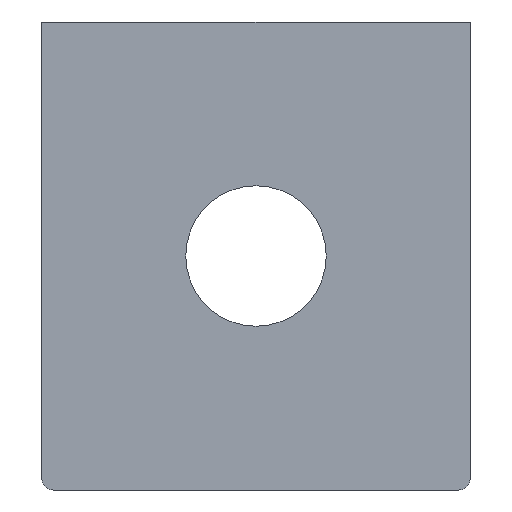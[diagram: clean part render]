
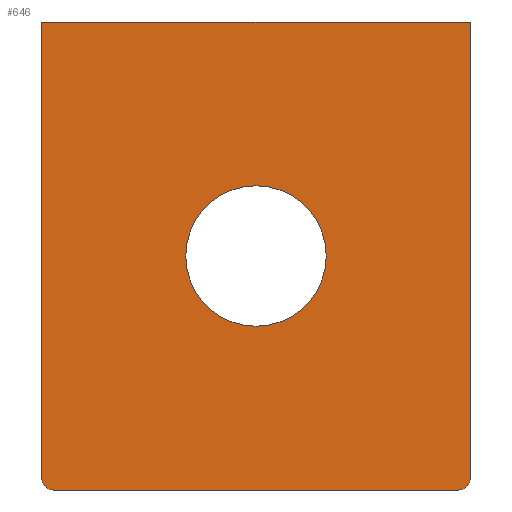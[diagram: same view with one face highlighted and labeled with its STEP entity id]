
A CAD part, left-side view. The second image highlights one B-rep face of the part: STEP entity #646.
In plain terms, the highlighted planar face has unit normal (-1, 0, 0).
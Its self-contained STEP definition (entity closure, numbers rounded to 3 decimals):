
#17=FACE_BOUND('',#111,.T.);
#27=PLANE('',#725);
#71=FACE_OUTER_BOUND('',#110,.T.);
#110=EDGE_LOOP('',(#513,#514,#515,#516,#517,#518));
#111=EDGE_LOOP('',(#519));
#149=LINE('',#1036,#204);
#164=LINE('',#1092,#219);
#165=LINE('',#1094,#220);
#166=LINE('',#1095,#221);
#204=VECTOR('',#819,10.);
#219=VECTOR('',#878,10.);
#220=VECTOR('',#881,10.);
#221=VECTOR('',#882,10.);
#243=CIRCLE('',#680,0.5);
#262=CIRCLE('',#721,0.5);
#263=CIRCLE('',#726,3.);
#270=VERTEX_POINT('',#960);
#271=VERTEX_POINT('',#961);
#292=VERTEX_POINT('',#1033);
#293=VERTEX_POINT('',#1035);
#310=VERTEX_POINT('',#1082);
#311=VERTEX_POINT('',#1083);
#313=VERTEX_POINT('',#1096);
#329=EDGE_CURVE('',#270,#271,#243,.T.);
#360=EDGE_CURVE('',#292,#293,#149,.T.);
#384=EDGE_CURVE('',#310,#311,#262,.T.);
#389=EDGE_CURVE('',#270,#311,#164,.T.);
#390=EDGE_CURVE('',#310,#293,#165,.T.);
#391=EDGE_CURVE('',#271,#292,#166,.T.);
#392=EDGE_CURVE('',#313,#313,#263,.T.);
#513=ORIENTED_EDGE('',*,*,#329,.F.);
#514=ORIENTED_EDGE('',*,*,#389,.T.);
#515=ORIENTED_EDGE('',*,*,#384,.F.);
#516=ORIENTED_EDGE('',*,*,#390,.T.);
#517=ORIENTED_EDGE('',*,*,#360,.F.);
#518=ORIENTED_EDGE('',*,*,#391,.F.);
#519=ORIENTED_EDGE('',*,*,#392,.T.);
#646=ADVANCED_FACE('',(#71,#17),#27,.T.);
#680=AXIS2_PLACEMENT_3D('',#962,#757,#758);
#721=AXIS2_PLACEMENT_3D('',#1084,#867,#868);
#725=AXIS2_PLACEMENT_3D('',#1093,#879,#880);
#726=AXIS2_PLACEMENT_3D('',#1097,#883,#884);
#757=DIRECTION('center_axis',(1.,0.,0.));
#758=DIRECTION('ref_axis',(0.,0.707,-0.707));
#819=DIRECTION('',(0.,-1.,0.));
#867=DIRECTION('center_axis',(1.,0.,0.));
#868=DIRECTION('ref_axis',(0.,-0.707,-0.707));
#878=DIRECTION('',(0.,-1.,0.));
#879=DIRECTION('center_axis',(-1.,0.,0.));
#880=DIRECTION('ref_axis',(0.,-1.,0.));
#881=DIRECTION('',(0.,0.,1.));
#882=DIRECTION('',(0.,0.,1.));
#883=DIRECTION('center_axis',(1.,0.,0.));
#884=DIRECTION('ref_axis',(0.,1.,0.));
#960=CARTESIAN_POINT('',(0.,17.8,0.));
#961=CARTESIAN_POINT('',(0.,18.3,0.5));
#962=CARTESIAN_POINT('Origin',(0.,17.8,0.5));
#1033=CARTESIAN_POINT('',(0.,18.3,20.));
#1035=CARTESIAN_POINT('',(0.,0.,20.));
#1036=CARTESIAN_POINT('',(0.,18.3,20.));
#1082=CARTESIAN_POINT('',(0.,0.,0.5));
#1083=CARTESIAN_POINT('',(0.,0.5,0.));
#1084=CARTESIAN_POINT('Origin',(0.,0.5,0.5));
#1092=CARTESIAN_POINT('',(0.,18.3,0.));
#1093=CARTESIAN_POINT('Origin',(0.,18.3,0.));
#1094=CARTESIAN_POINT('',(0.,0.,0.));
#1095=CARTESIAN_POINT('',(0.,18.3,0.));
#1096=CARTESIAN_POINT('',(0.,6.15,10.));
#1097=CARTESIAN_POINT('Origin',(0.,9.15,10.));
